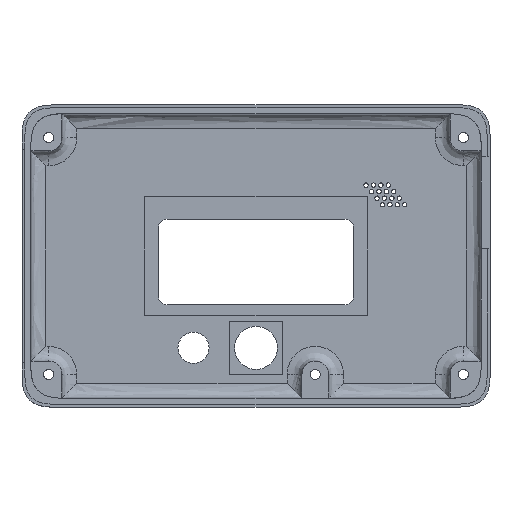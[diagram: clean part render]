
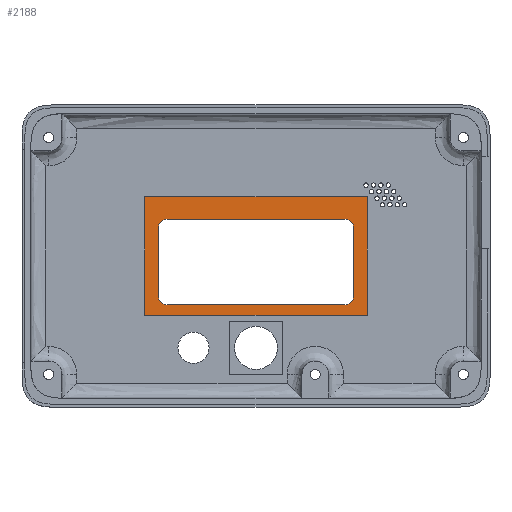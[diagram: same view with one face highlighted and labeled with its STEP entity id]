
A CAD part, top view. The second image highlights one B-rep face of the part: STEP entity #2188.
In plain terms, the highlighted planar face has unit normal (0, 0, 1).
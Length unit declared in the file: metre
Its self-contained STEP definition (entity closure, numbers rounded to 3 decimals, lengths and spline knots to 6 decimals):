
#216=CIRCLE('',#2242,0.003);
#218=CIRCLE('',#2245,0.003);
#220=CIRCLE('',#2248,0.003);
#222=CIRCLE('',#2251,0.003);
#801=ORIENTED_EDGE('',*,*,#1144,.F.);
#802=ORIENTED_EDGE('',*,*,#1147,.T.);
#803=ORIENTED_EDGE('',*,*,#1149,.T.);
#804=ORIENTED_EDGE('',*,*,#1150,.F.);
#805=ORIENTED_EDGE('',*,*,#928,.F.);
#806=ORIENTED_EDGE('',*,*,#936,.T.);
#807=ORIENTED_EDGE('',*,*,#916,.F.);
#808=ORIENTED_EDGE('',*,*,#930,.T.);
#809=ORIENTED_EDGE('',*,*,#920,.T.);
#810=ORIENTED_EDGE('',*,*,#932,.T.);
#811=ORIENTED_EDGE('',*,*,#924,.T.);
#812=ORIENTED_EDGE('',*,*,#934,.T.);
#916=EDGE_CURVE('',#1217,#1214,#1387,.T.);
#920=EDGE_CURVE('',#1218,#1221,#1391,.T.);
#924=EDGE_CURVE('',#1222,#1225,#1395,.T.);
#928=EDGE_CURVE('',#1229,#1226,#1399,.T.);
#930=EDGE_CURVE('',#1217,#1218,#216,.F.);
#932=EDGE_CURVE('',#1221,#1222,#218,.F.);
#934=EDGE_CURVE('',#1225,#1226,#220,.F.);
#936=EDGE_CURVE('',#1229,#1214,#222,.F.);
#1144=EDGE_CURVE('',#1368,#1369,#1478,.T.);
#1147=EDGE_CURVE('',#1368,#1370,#1481,.T.);
#1149=EDGE_CURVE('',#1370,#1371,#1483,.T.);
#1150=EDGE_CURVE('',#1369,#1371,#1484,.T.);
#1214=VERTEX_POINT('',#2976);
#1217=VERTEX_POINT('',#2981);
#1218=VERTEX_POINT('',#2985);
#1221=VERTEX_POINT('',#2990);
#1222=VERTEX_POINT('',#2994);
#1225=VERTEX_POINT('',#2999);
#1226=VERTEX_POINT('',#3003);
#1229=VERTEX_POINT('',#3008);
#1368=VERTEX_POINT('',#4718);
#1369=VERTEX_POINT('',#4720);
#1370=VERTEX_POINT('',#4724);
#1371=VERTEX_POINT('',#4728);
#1387=LINE('',#2982,#1512);
#1391=LINE('',#2991,#1516);
#1395=LINE('',#3000,#1520);
#1399=LINE('',#3009,#1524);
#1478=LINE('',#4719,#1603);
#1481=LINE('',#4725,#1606);
#1483=LINE('',#4729,#1608);
#1484=LINE('',#4731,#1609);
#1512=VECTOR('',#2424,1.);
#1516=VECTOR('',#2430,1.);
#1520=VECTOR('',#2436,1.);
#1524=VECTOR('',#2442,1.);
#1603=VECTOR('',#2741,1.);
#1606=VECTOR('',#2746,1.);
#1608=VECTOR('',#2750,1.);
#1609=VECTOR('',#2753,1.);
#1812=EDGE_LOOP('',(#801,#802,#803,#804));
#1813=EDGE_LOOP('',(#805,#806,#807,#808,#809,#810,#811,#812));
#2014=FACE_BOUND('',#1812,.T.);
#2015=FACE_BOUND('',#1813,.T.);
#2068=PLANE('',#2353);
#2188=ADVANCED_FACE('',(#2014,#2015),#2068,.T.);
#2242=AXIS2_PLACEMENT_3D('',#3012,#2447,#2448);
#2245=AXIS2_PLACEMENT_3D('',#3015,#2453,#2454);
#2248=AXIS2_PLACEMENT_3D('',#3018,#2459,#2460);
#2251=AXIS2_PLACEMENT_3D('',#3021,#2465,#2466);
#2353=AXIS2_PLACEMENT_3D('',#4732,#2754,#2755);
#2424=DIRECTION('',(0.,1.,0.));
#2430=DIRECTION('',(-1.,0.,0.));
#2436=DIRECTION('',(0.,1.,0.));
#2442=DIRECTION('',(-1.,0.,0.));
#2447=DIRECTION('',(0.,0.,1.));
#2448=DIRECTION('',(1.,0.,0.));
#2453=DIRECTION('',(0.,0.,1.));
#2454=DIRECTION('',(1.,0.,0.));
#2459=DIRECTION('',(0.,0.,1.));
#2460=DIRECTION('',(1.,0.,0.));
#2465=DIRECTION('',(0.,0.,1.));
#2466=DIRECTION('',(1.,0.,0.));
#2741=DIRECTION('',(0.,-1.,0.));
#2746=DIRECTION('',(-1.,0.,0.));
#2750=DIRECTION('',(0.,-1.,0.));
#2753=DIRECTION('',(-1.,0.,0.));
#2754=DIRECTION('',(0.,0.,1.));
#2755=DIRECTION('',(1.,0.,0.));
#2976=CARTESIAN_POINT('',(0.03297,0.0095,0.002));
#2981=CARTESIAN_POINT('',(0.03297,-0.0135,0.002));
#2982=CARTESIAN_POINT('',(0.03297,-0.002,0.002));
#2985=CARTESIAN_POINT('',(0.02997,-0.0165,0.002));
#2990=CARTESIAN_POINT('',(-0.03003,-0.0165,0.002));
#2991=CARTESIAN_POINT('',(-0.00003,-0.0165,0.002));
#2994=CARTESIAN_POINT('',(-0.03303,-0.0135,0.002));
#2999=CARTESIAN_POINT('',(-0.03303,0.0095,0.002));
#3000=CARTESIAN_POINT('',(-0.03303,-0.002,0.002));
#3003=CARTESIAN_POINT('',(-0.03003,0.0125,0.002));
#3008=CARTESIAN_POINT('',(0.02997,0.0125,0.002));
#3009=CARTESIAN_POINT('',(-0.00003,0.0125,0.002));
#3012=CARTESIAN_POINT('',(0.02997,-0.0135,0.002));
#3015=CARTESIAN_POINT('',(-0.03003,-0.0135,0.002));
#3018=CARTESIAN_POINT('',(-0.03003,0.0095,0.002));
#3021=CARTESIAN_POINT('',(0.02997,0.0095,0.002));
#4718=CARTESIAN_POINT('',(0.0375,0.02,0.002));
#4719=CARTESIAN_POINT('',(0.0375,0.,0.002));
#4720=CARTESIAN_POINT('',(0.0375,-0.02,0.002));
#4724=CARTESIAN_POINT('',(-0.0375,0.02,0.002));
#4725=CARTESIAN_POINT('',(0.,0.02,0.002));
#4728=CARTESIAN_POINT('',(-0.0375,-0.02,0.002));
#4729=CARTESIAN_POINT('',(-0.0375,0.,0.002));
#4731=CARTESIAN_POINT('',(0.,-0.02,0.002));
#4732=CARTESIAN_POINT('',(0.,0.,0.002));
